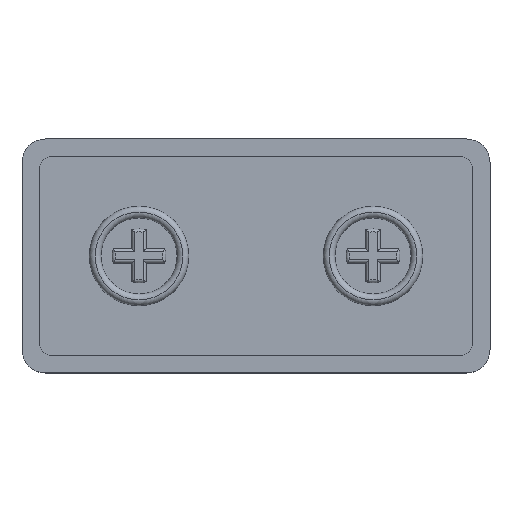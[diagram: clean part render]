
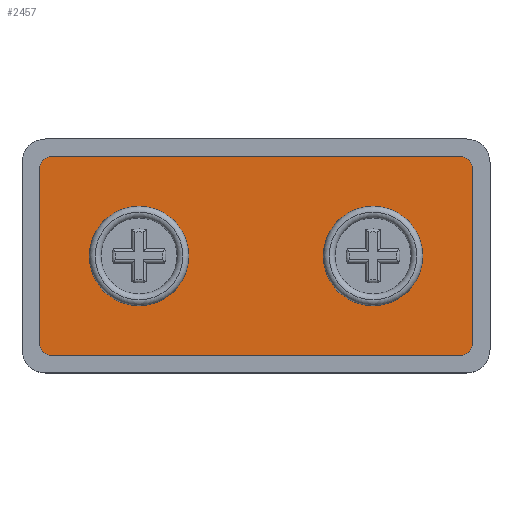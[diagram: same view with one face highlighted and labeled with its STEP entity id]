
A CAD part, top view. The second image highlights one B-rep face of the part: STEP entity #2457.
In plain terms, the highlighted planar face has unit normal (0, 0, 1).
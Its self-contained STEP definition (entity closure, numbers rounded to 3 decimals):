
#2 = AXIS2_PLACEMENT_3D ( 'NONE', #1358, #1361, #1367 ) ;
#80 = VERTEX_POINT ( 'NONE', #598 ) ;
#95 = VERTEX_POINT ( 'NONE', #748 ) ;
#109 = CARTESIAN_POINT ( 'NONE',  ( -17.5, 7.5, 2. ) ) ;
#114 = DIRECTION ( 'NONE',  ( 0., 0., 1. ) ) ;
#123 = DIRECTION ( 'NONE',  ( -1., 0., 0. ) ) ;
#126 = AXIS2_PLACEMENT_3D ( 'NONE', #221, #229, #232 ) ;
#134 = AXIS2_PLACEMENT_3D ( 'NONE', #109, #114, #123 ) ;
#196 = VECTOR ( 'NONE', #1829, 1000. ) ;
#204 = EDGE_LOOP ( 'NONE', ( #1244, #1386, #2211, #580, #1352, #1303, #1001, #1045 ) ) ;
#205 = VERTEX_POINT ( 'NONE', #752 ) ;
#221 = CARTESIAN_POINT ( 'NONE',  ( -17.5, -7.5, 2. ) ) ;
#229 = DIRECTION ( 'NONE',  ( 0., 0., 1. ) ) ;
#232 = DIRECTION ( 'NONE',  ( -1., 0., 0. ) ) ;
#233 = AXIS2_PLACEMENT_3D ( 'NONE', #2419, #2429, #2434 ) ;
#254 = AXIS2_PLACEMENT_3D ( 'NONE', #2032, #2039, #2043 ) ;
#256 = AXIS2_PLACEMENT_3D ( 'NONE', #1783, #1787, #1795 ) ;
#359 = EDGE_CURVE ( 'NONE', #80, #95, #1389, .T. ) ;
#379 = EDGE_CURVE ( 'NONE', #2438, #2276, #1794, .T. ) ;
#396 = EDGE_CURVE ( 'NONE', #538, #538, #1371, .T. ) ;
#470 = EDGE_CURVE ( 'NONE', #1866, #80, #1745, .T. ) ;
#538 = VERTEX_POINT ( 'NONE', #604 ) ;
#580 = ORIENTED_EDGE ( 'NONE', *, *, #359, .T. ) ;
#594 = CARTESIAN_POINT ( 'NONE',  ( -14.25, 0., 2. ) ) ;
#597 = EDGE_CURVE ( 'NONE', #2276, #707, #1693, .T. ) ;
#598 = CARTESIAN_POINT ( 'NONE',  ( 17.5, -8.5, 2. ) ) ;
#604 = CARTESIAN_POINT ( 'NONE',  ( 5.75, 0., 2. ) ) ;
#630 = DIRECTION ( 'NONE',  ( -1., 0., 0. ) ) ;
#633 = DIRECTION ( 'NONE',  ( 0., 0., -1. ) ) ;
#636 = PLANE ( 'NONE',  #2017 ) ;
#660 = CARTESIAN_POINT ( 'NONE',  ( 0., 0., 2. ) ) ;
#667 = CARTESIAN_POINT ( 'NONE',  ( 18.5, 7.5, 2. ) ) ;
#683 = VERTEX_POINT ( 'NONE', #594 ) ;
#695 = EDGE_CURVE ( 'NONE', #1003, #205, #1683, .T. ) ;
#707 = VERTEX_POINT ( 'NONE', #1608 ) ;
#748 = CARTESIAN_POINT ( 'NONE',  ( 18.5, -7.5, 2. ) ) ;
#752 = CARTESIAN_POINT ( 'NONE',  ( -18.5, -7.5, 2. ) ) ;
#765 = CARTESIAN_POINT ( 'NONE',  ( -18.5, 7.5, 2. ) ) ;
#795 = EDGE_CURVE ( 'NONE', #707, #1003, #1614, .T. ) ;
#851 = EDGE_CURVE ( 'NONE', #205, #1866, #1600, .T. ) ;
#946 = CARTESIAN_POINT ( 'NONE',  ( 17.5, 8.5, 2. ) ) ;
#1001 = ORIENTED_EDGE ( 'NONE', *, *, #597, .T. ) ;
#1003 = VERTEX_POINT ( 'NONE', #765 ) ;
#1035 = CARTESIAN_POINT ( 'NONE',  ( -18.5, -8.5, 2. ) ) ;
#1045 = ORIENTED_EDGE ( 'NONE', *, *, #795, .T. ) ;
#1138 = EDGE_CURVE ( 'NONE', #683, #683, #1423, .T. ) ;
#1206 = ORIENTED_EDGE ( 'NONE', *, *, #396, .F. ) ;
#1244 = ORIENTED_EDGE ( 'NONE', *, *, #695, .T. ) ;
#1303 = ORIENTED_EDGE ( 'NONE', *, *, #379, .T. ) ;
#1326 = EDGE_CURVE ( 'NONE', #95, #2438, #1342, .T. ) ;
#1342 = LINE ( 'NONE', #1820, #196 ) ;
#1352 = ORIENTED_EDGE ( 'NONE', *, *, #1326, .T. ) ;
#1358 = CARTESIAN_POINT ( 'NONE',  ( -10., 0., 2. ) ) ;
#1361 = DIRECTION ( 'NONE',  ( 0., 0., 1. ) ) ;
#1367 = DIRECTION ( 'NONE',  ( -1., 0., 0. ) ) ;
#1371 = CIRCLE ( 'NONE', #233, 4.25 ) ;
#1386 = ORIENTED_EDGE ( 'NONE', *, *, #851, .T. ) ;
#1389 = CIRCLE ( 'NONE', #256, 1. ) ;
#1423 = CIRCLE ( 'NONE', #2, 4.25 ) ;
#1478 = DIRECTION ( 'NONE',  ( 1., 0., 0. ) ) ;
#1510 = DIRECTION ( 'NONE',  ( -1., 0., 0. ) ) ;
#1570 = DIRECTION ( 'NONE',  ( 0., -1., 0. ) ) ;
#1579 = EDGE_LOOP ( 'NONE', ( #1993 ) ) ;
#1600 = CIRCLE ( 'NONE', #126, 1. ) ;
#1605 = CARTESIAN_POINT ( 'NONE',  ( -18.5, -8.5, 2. ) ) ;
#1608 = CARTESIAN_POINT ( 'NONE',  ( -17.5, 8.5, 2. ) ) ;
#1614 = CIRCLE ( 'NONE', #134, 1. ) ;
#1655 = VECTOR ( 'NONE', #1570, 1000. ) ;
#1683 = LINE ( 'NONE', #1605, #1655 ) ;
#1687 = VECTOR ( 'NONE', #1510, 1000. ) ;
#1693 = LINE ( 'NONE', #2393, #1687 ) ;
#1732 = VECTOR ( 'NONE', #1478, 1000. ) ;
#1745 = LINE ( 'NONE', #1035, #1732 ) ;
#1783 = CARTESIAN_POINT ( 'NONE',  ( 17.5, -7.5, 2. ) ) ;
#1787 = DIRECTION ( 'NONE',  ( 0., 0., 1. ) ) ;
#1794 = CIRCLE ( 'NONE', #254, 1. ) ;
#1795 = DIRECTION ( 'NONE',  ( -1., 0., 0. ) ) ;
#1820 = CARTESIAN_POINT ( 'NONE',  ( 18.5, -8.5, 2. ) ) ;
#1829 = DIRECTION ( 'NONE',  ( 0., 1., 0. ) ) ;
#1866 = VERTEX_POINT ( 'NONE', #1948 ) ;
#1890 = FACE_BOUND ( 'NONE', #1579, .T. ) ;
#1948 = CARTESIAN_POINT ( 'NONE',  ( -17.5, -8.5, 2. ) ) ;
#1993 = ORIENTED_EDGE ( 'NONE', *, *, #1138, .F. ) ;
#2017 = AXIS2_PLACEMENT_3D ( 'NONE', #660, #633, #630 ) ;
#2032 = CARTESIAN_POINT ( 'NONE',  ( 17.5, 7.5, 2. ) ) ;
#2039 = DIRECTION ( 'NONE',  ( 0., 0., 1. ) ) ;
#2043 = DIRECTION ( 'NONE',  ( -1., 0., 0. ) ) ;
#2068 = EDGE_LOOP ( 'NONE', ( #1206 ) ) ;
#2161 = FACE_OUTER_BOUND ( 'NONE', #204, .T. ) ;
#2211 = ORIENTED_EDGE ( 'NONE', *, *, #470, .T. ) ;
#2276 = VERTEX_POINT ( 'NONE', #946 ) ;
#2369 = FACE_BOUND ( 'NONE', #2068, .T. ) ;
#2393 = CARTESIAN_POINT ( 'NONE',  ( -18.5, 8.5, 2. ) ) ;
#2419 = CARTESIAN_POINT ( 'NONE',  ( 10., 0., 2. ) ) ;
#2429 = DIRECTION ( 'NONE',  ( 0., 0., 1. ) ) ;
#2434 = DIRECTION ( 'NONE',  ( -1., 0., 0. ) ) ;
#2438 = VERTEX_POINT ( 'NONE', #667 ) ;
#2457 = ADVANCED_FACE ( 'NONE', ( #2369, #1890, #2161 ), #636, .F. ) ;
